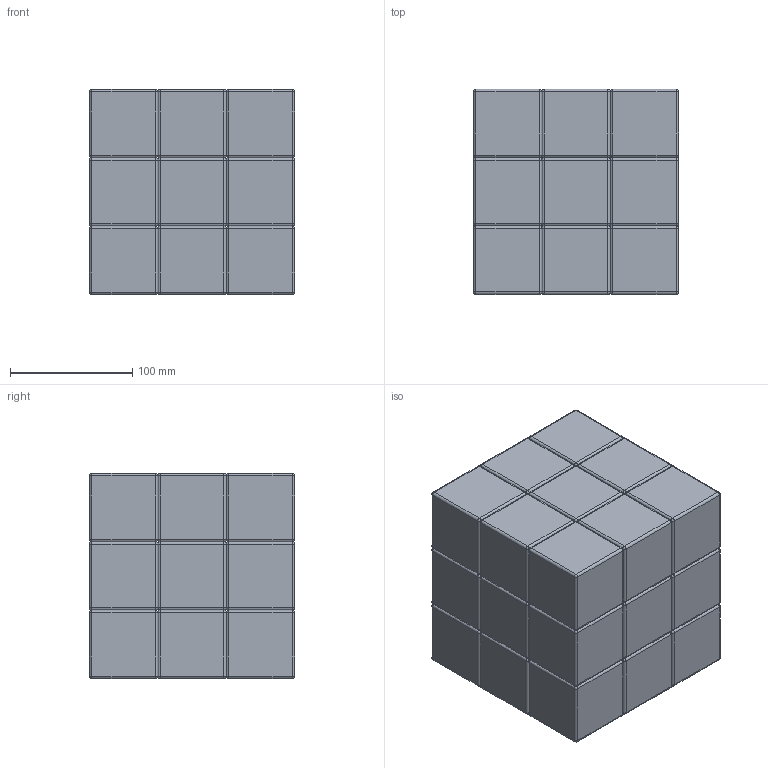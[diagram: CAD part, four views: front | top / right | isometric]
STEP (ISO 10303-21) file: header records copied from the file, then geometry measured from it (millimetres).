
FILE_DESCRIPTION(/* description */ (''),/* implementation_level */ '2;1');
FILE_NAME(/* name */ 'ru bin cube og v1.step',/* time_stamp */ '2023-10-29T11:41:39+05:30',/* author */ (''),/* organization */ (''),/* preprocessor_version */ 'ST-DEVELOPER v20',/* originating_system */ 'Autodesk Translation Framework v12.14.0.127',/* authorisation */ '');
FILE_SCHEMA (('AUTOMOTIVE_DESIGN { 1 0 10303 214 3 1 1 }'));
Length unit declared in the file: centimetre
Products named in the file (28): ru bin cube og; Component1; Component2; Component3; Component4; Component5; Component6; Component7; Component8; Component9; Component10; Component11; Component12; Component13; Component14; Component15; Component17; Component18; Component19; Component20; Component21; Component22; Component23; Component24; Component25; Component26; Component27; Component29
Assembly tree (27 placements, depth 2):
  ru bin cube og
    Component1
    Component2
    Component3
    Component4
    Component5
    Component6
    Component7
    Component8
    Component9
    Component10
    Component11
    Component12
    Component13
    Component14
    Component15
    Component17
    Component18
    Component19
    Component20
    Component21
    Component22
    Component23
    Component24
    Component25
    Component26
    Component27
    Component29
Bounding box: 168 x 168 x 168 mm (x, y, z)
Volume: 4726346.3 mm3; surface area: 492334.7 mm2
Topology: 27 solids, 27 shells, 702 faces, 1296 edges, 648 vertices
Faces by surface type: cylinder 324, sphere 216, plane 162
Entity records: 17732 total; most frequent: DIRECTION 3458, CARTESIAN_POINT 2701, ORIENTED_EDGE 2592, AXIS2_PLACEMENT_3D 1405, EDGE_CURVE 1296, FACE_OUTER_BOUND 702, EDGE_LOOP 702, ADVANCED_FACE 702
